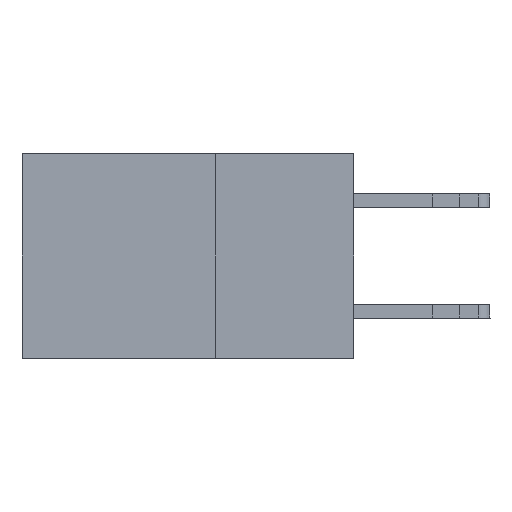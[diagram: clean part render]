
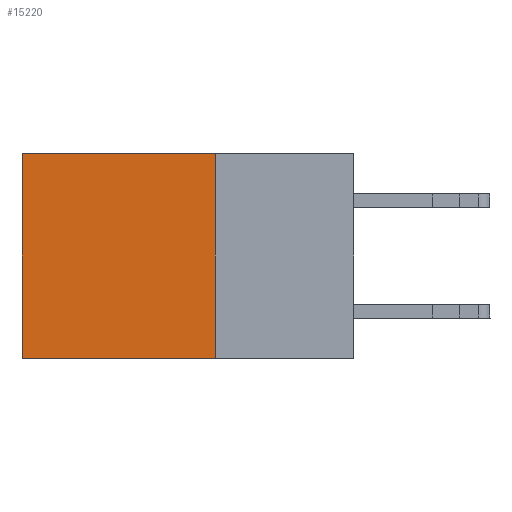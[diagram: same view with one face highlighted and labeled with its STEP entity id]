
A CAD part, left-side view. The second image highlights one B-rep face of the part: STEP entity #15220.
In plain terms, the highlighted planar face has unit normal (-1, 0, 0).
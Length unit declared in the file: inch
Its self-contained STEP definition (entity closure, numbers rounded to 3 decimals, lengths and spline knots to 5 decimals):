
#69 = LINE ( 'NONE', #20602, #17758 ) ;
#689 = EDGE_CURVE ( 'NONE', #26517, #30327, #30864, .T. ) ;
#999 = DIRECTION ( 'NONE',  ( 0., 1., 0. ) ) ;
#1765 = CARTESIAN_POINT ( 'NONE',  ( 0.2875, 0.6, -0.37 ) ) ;
#2186 = DIRECTION ( 'NONE',  ( 1., 0., 0. ) ) ;
#2991 = DIRECTION ( 'NONE',  ( 0., 0., -1. ) ) ;
#4088 = LINE ( 'NONE', #21302, #37823 ) ;
#4327 = CARTESIAN_POINT ( 'NONE',  ( 0.2875, 0.25, -0.37 ) ) ;
#6250 = ORIENTED_EDGE ( 'NONE', *, *, #18000, .T. ) ;
#7142 = CARTESIAN_POINT ( 'NONE',  ( 0.2875, 0.25, -0.37 ) ) ;
#10388 = ORIENTED_EDGE ( 'NONE', *, *, #689, .F. ) ;
#10747 = VECTOR ( 'NONE', #999, 39.37008 ) ;
#11007 = CARTESIAN_POINT ( 'NONE',  ( 0.2875, 0.25, 0. ) ) ;
#14299 = FACE_OUTER_BOUND ( 'NONE', #32597, .T. ) ;
#15220 = ADVANCED_FACE ( 'NONE', ( #14299 ), #38096, .F. ) ;
#17758 = VECTOR ( 'NONE', #2991, 39.37008 ) ;
#18000 = EDGE_CURVE ( 'NONE', #30928, #25890, #4088, .T. ) ;
#19969 = VECTOR ( 'NONE', #26055, 39.37008 ) ;
#20008 = CARTESIAN_POINT ( 'NONE',  ( 0.2875, 0.25, 0. ) ) ;
#20602 = CARTESIAN_POINT ( 'NONE',  ( 0.2875, 0.6, 0. ) ) ;
#21302 = CARTESIAN_POINT ( 'NONE',  ( 0.2875, 0.25, 0. ) ) ;
#25741 = CARTESIAN_POINT ( 'NONE',  ( 0.2875, 0.25, 0. ) ) ;
#25890 = VERTEX_POINT ( 'NONE', #34158 ) ;
#26055 = DIRECTION ( 'NONE',  ( 0., 0., -1. ) ) ;
#26252 = LINE ( 'NONE', #20008, #19969 ) ;
#26517 = VERTEX_POINT ( 'NONE', #7142 ) ;
#26727 = EDGE_CURVE ( 'NONE', #25890, #30327, #69, .T. ) ;
#28408 = AXIS2_PLACEMENT_3D ( 'NONE', #11007, #2186, #32457 ) ;
#30327 = VERTEX_POINT ( 'NONE', #1765 ) ;
#30864 = LINE ( 'NONE', #4327, #10747 ) ;
#30928 = VERTEX_POINT ( 'NONE', #25741 ) ;
#32075 = ORIENTED_EDGE ( 'NONE', *, *, #34579, .F. ) ;
#32457 = DIRECTION ( 'NONE',  ( 0., 0., -1. ) ) ;
#32597 = EDGE_LOOP ( 'NONE', ( #35629, #10388, #32075, #6250 ) ) ;
#34158 = CARTESIAN_POINT ( 'NONE',  ( 0.2875, 0.6, 0. ) ) ;
#34579 = EDGE_CURVE ( 'NONE', #30928, #26517, #26252, .T. ) ;
#35629 = ORIENTED_EDGE ( 'NONE', *, *, #26727, .T. ) ;
#36687 = DIRECTION ( 'NONE',  ( 0., 1., 0. ) ) ;
#37823 = VECTOR ( 'NONE', #36687, 39.37008 ) ;
#38096 = PLANE ( 'NONE',  #28408 ) ;
